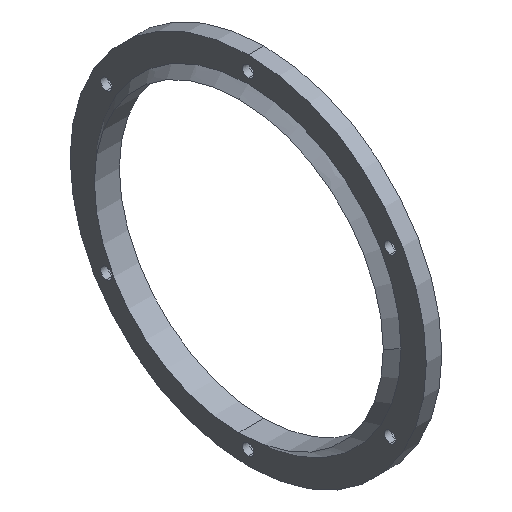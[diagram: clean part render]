
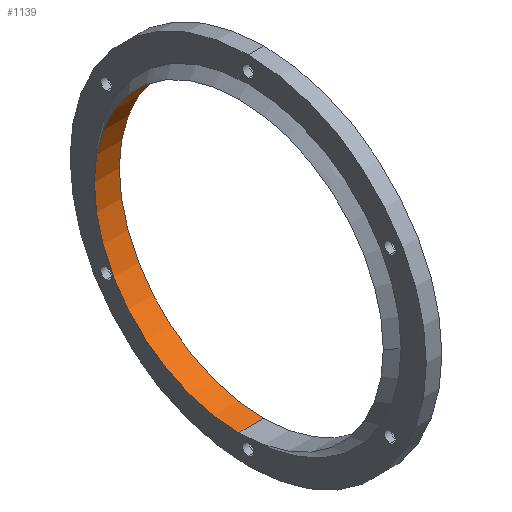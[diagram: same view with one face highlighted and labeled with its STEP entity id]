
A CAD part, isometric view. The second image highlights one B-rep face of the part: STEP entity #1139.
In plain terms, the highlighted cylindrical face has radius 60.2 mm (diameter 120.4 mm), a partial arc.
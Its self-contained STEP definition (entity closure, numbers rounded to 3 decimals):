
#42 = DIRECTION ( 'NONE',  ( 0., 0., -1. ) ) ;
#47 = CIRCLE ( 'NONE', #925, 60.2 ) ;
#58 = DIRECTION ( 'NONE',  ( 1., 0., 0. ) ) ;
#60 = EDGE_CURVE ( 'NONE', #480, #1226, #1154, .T. ) ;
#67 = CARTESIAN_POINT ( 'NONE',  ( -74., 0., 0. ) ) ;
#83 = ORIENTED_EDGE ( 'NONE', *, *, #545, .T. ) ;
#87 = DIRECTION ( 'NONE',  ( -1., 0., 0. ) ) ;
#103 = LINE ( 'NONE', #317, #499 ) ;
#152 = DIRECTION ( 'NONE',  ( 1., 0., 0. ) ) ;
#156 = AXIS2_PLACEMENT_3D ( 'NONE', #67, #152, #258 ) ;
#168 = EDGE_CURVE ( 'NONE', #201, #291, #170, .T. ) ;
#170 = CIRCLE ( 'NONE', #1088, 60.2 ) ;
#201 = VERTEX_POINT ( 'NONE', #411 ) ;
#204 = ORIENTED_EDGE ( 'NONE', *, *, #168, .T. ) ;
#218 = VECTOR ( 'NONE', #58, 1000. ) ;
#220 = DIRECTION ( 'NONE',  ( 1., 0., 0. ) ) ;
#242 = CARTESIAN_POINT ( 'NONE',  ( -10.404, 0., 0. ) ) ;
#258 = DIRECTION ( 'NONE',  ( 0., 0., -1. ) ) ;
#280 = CARTESIAN_POINT ( 'NONE',  ( -74., 0., 60.2 ) ) ;
#291 = VERTEX_POINT ( 'NONE', #453 ) ;
#317 = CARTESIAN_POINT ( 'NONE',  ( -74., 0., -60.2 ) ) ;
#346 = ORIENTED_EDGE ( 'NONE', *, *, #886, .T. ) ;
#360 = FACE_OUTER_BOUND ( 'NONE', #604, .T. ) ;
#380 = CARTESIAN_POINT ( 'NONE',  ( 0., 0., 60.2 ) ) ;
#411 = CARTESIAN_POINT ( 'NONE',  ( -10.404, 60.2, 0. ) ) ;
#453 = CARTESIAN_POINT ( 'NONE',  ( -10.404, 0., -60.2 ) ) ;
#480 = VERTEX_POINT ( 'NONE', #502 ) ;
#499 = VECTOR ( 'NONE', #699, 1000. ) ;
#502 = CARTESIAN_POINT ( 'NONE',  ( -10.404, 0., 60.2 ) ) ;
#515 = EDGE_CURVE ( 'NONE', #662, #1226, #819, .T. ) ;
#530 = DIRECTION ( 'NONE',  ( -1., 0., 0. ) ) ;
#538 = ORIENTED_EDGE ( 'NONE', *, *, #60, .F. ) ;
#545 = EDGE_CURVE ( 'NONE', #480, #201, #47, .T. ) ;
#548 = ORIENTED_EDGE ( 'NONE', *, *, #515, .T. ) ;
#604 = EDGE_LOOP ( 'NONE', ( #538, #83, #204, #346, #548 ) ) ;
#632 = CARTESIAN_POINT ( 'NONE',  ( 0., 0., -60.2 ) ) ;
#662 = VERTEX_POINT ( 'NONE', #632 ) ;
#699 = DIRECTION ( 'NONE',  ( 1., 0., 0. ) ) ;
#702 = DIRECTION ( 'NONE',  ( 0., 0., -1. ) ) ;
#769 = DIRECTION ( 'NONE',  ( 0., 0., -1. ) ) ;
#773 = CARTESIAN_POINT ( 'NONE',  ( 0., 0., 0. ) ) ;
#819 = CIRCLE ( 'NONE', #983, 60.2 ) ;
#886 = EDGE_CURVE ( 'NONE', #291, #662, #103, .T. ) ;
#925 = AXIS2_PLACEMENT_3D ( 'NONE', #242, #530, #42 ) ;
#943 = CYLINDRICAL_SURFACE ( 'NONE', #156, 60.2 ) ;
#958 = CARTESIAN_POINT ( 'NONE',  ( -10.404, 0., 0. ) ) ;
#983 = AXIS2_PLACEMENT_3D ( 'NONE', #773, #220, #702 ) ;
#1088 = AXIS2_PLACEMENT_3D ( 'NONE', #958, #87, #769 ) ;
#1139 = ADVANCED_FACE ( 'NONE', ( #360 ), #943, .F. ) ;
#1154 = LINE ( 'NONE', #280, #218 ) ;
#1226 = VERTEX_POINT ( 'NONE', #380 ) ;
